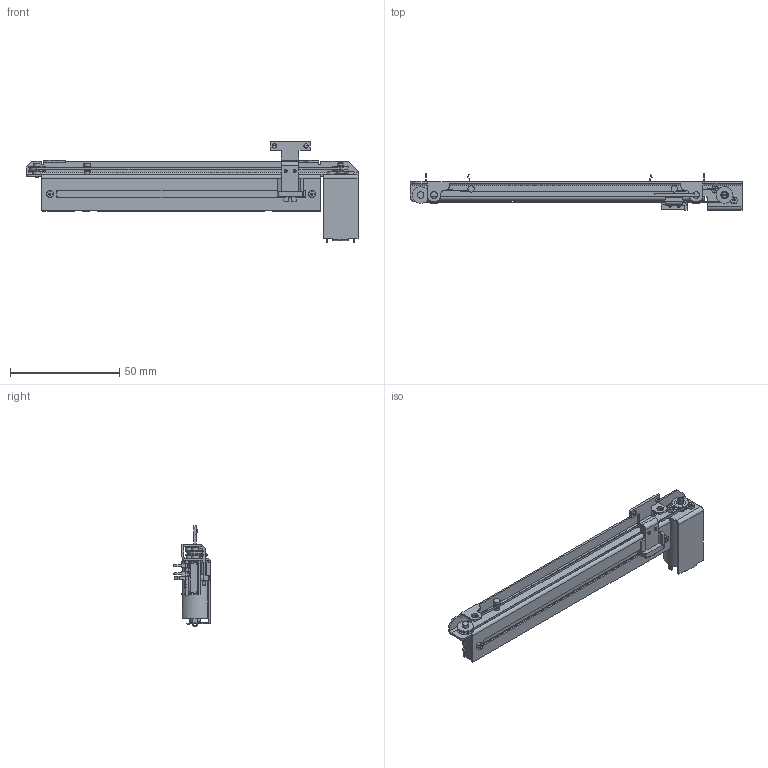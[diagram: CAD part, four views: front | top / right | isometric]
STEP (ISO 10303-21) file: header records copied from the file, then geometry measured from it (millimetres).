
FILE_DESCRIPTION((''),'2;1');
FILE_NAME('RFA0M11G9.stp','2019-02-20T16:59:21',('kak13012'),(''),'Autodesk Inventor 2010','Autodesk Inventor 2010','');
FILE_SCHEMA(('AUTOMOTIVE_DESIGN { 1 0 10303 214 1 1 1 1 }'));
Length unit declared in the file: millimetre
Products named in the file (1): RFA0M11G9
Bounding box: 152 x 16.8 x 46.19 mm (x, y, z)
Volume: 13213.8 mm3; surface area: 20894 mm2
Topology: 1 solids, 4 shells, 1297 faces, 3632 edges, 2318 vertices
Faces by surface type: plane 853, cylinder 278, bspline 127, torus 24, cone 15
Full cylindrical faces by diameter (mm): 0.5 x1, 1.05 x4, 1.2 x3, 1.3 x2, 1.4 x3, 1.45 x3, 1.5 x2, 1.55 x4, 1.6 x8, 2 x6, 2.15 x4, 2.8 x1, 2.85 x4, 3 x9, 3.175 x4, 3.5 x2, 4 x2, 4.7 x3, 5.7 x1, 7.6 x4
Entity records: 42340 total; most frequent: CARTESIAN_POINT 8540, ORIENTED_EDGE 7024, DIRECTION 6519, EDGE_CURVE 3512, VECTOR 2787, LINE 2787, VERTEX_POINT 2299, AXIS2_PLACEMENT_3D 1866
